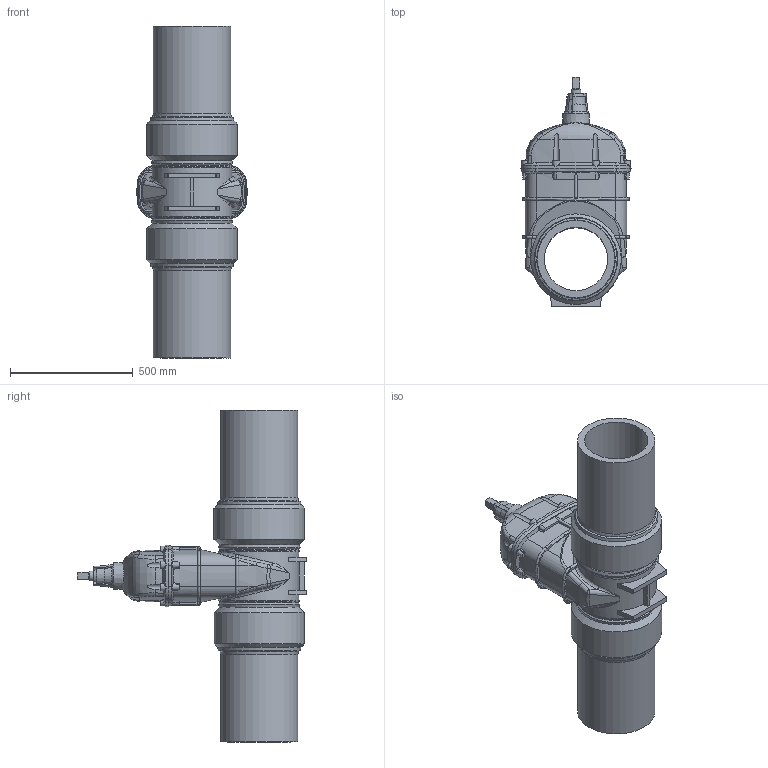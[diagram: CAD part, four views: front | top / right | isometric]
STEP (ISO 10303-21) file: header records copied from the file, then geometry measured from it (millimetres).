
FILE_DESCRIPTION (( 'STEP AP203' ), '1' );
FILE_NAME ('O_36_80_DN300_315mm.STEP', '2015-01-30T02:15:00', ( 'ken' ), ( '' ), 'SwSTEP 2.0', 'SolidWorks 2012', '' );
FILE_SCHEMA (( 'CONFIG_CONTROL_DESIGN' ));
Length unit declared in the file: millimetre
Products named in the file (1): O_36_80_DN300_315mm
Bounding box: 447.32 x 933 x 1350 mm (x, y, z)
Volume: 79378057.9 mm3; surface area: 3288197.1 mm2
Topology: 1 solids, 1 shells, 361 faces, 969 edges, 602 vertices
Faces by surface type: cone 108, plane 92, bspline 70, cylinder 63, torus 28
Full cylindrical faces by diameter (mm): 40 x1, 257.73 x1, 315 x2, 368.2 x2
Entity records: 16820 total; most frequent: CARTESIAN_POINT 8767, ORIENTED_EDGE 1840, DIRECTION 1480, EDGE_CURVE 920, AXIS2_PLACEMENT_3D 641, VERTEX_POINT 593, EDGE_LOOP 395, FACE_OUTER_BOUND 370
